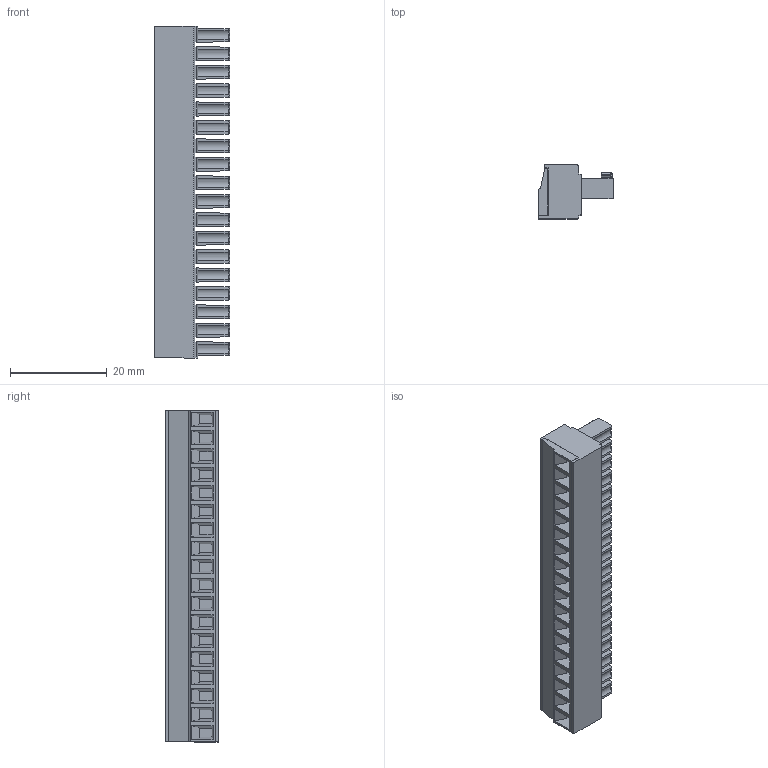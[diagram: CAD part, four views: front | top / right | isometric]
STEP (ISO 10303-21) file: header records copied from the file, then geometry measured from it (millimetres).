
FILE_DESCRIPTION(('STEP AP214'),'1');
FILE_NAME('SH18-3,81.stp','2018-11-19T09:24:23',(' '),(' '),'Spatial InterOp 3D',' ',' ');
FILE_SCHEMA(('AUTOMOTIVE_DESIGN { 1 0 10303 214 1 1 1 1 }'));
Length unit declared in the file: metre
Products named in the file (1): 1
Bounding box: 15.5 x 11.1 x 68.58 mm (x, y, z)
Volume: 6399.9 mm3; surface area: 7168.9 mm2
Topology: 1 solids, 1 shells, 1378 faces, 3642 edges, 2318 vertices
Faces by surface type: plane 924, cylinder 310, torus 54, cone 54, sphere 36
Full cylindrical faces by diameter (mm): 1.2 x18, 2.8 x18, 3 x18
Entity records: 52521 total; most frequent: CARTESIAN_POINT 8089, ORIENTED_EDGE 6884, DIRECTION 6780, EDGE_CURVE 3442, LINE 2566, VECTOR 2566, VERTEX_POINT 2262, AXIS2_PLACEMENT_3D 2107
